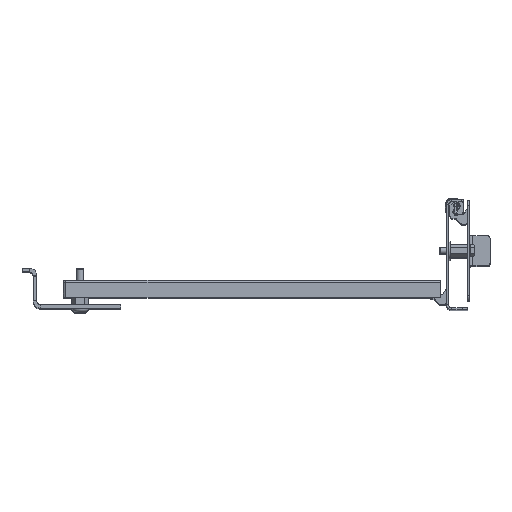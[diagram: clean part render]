
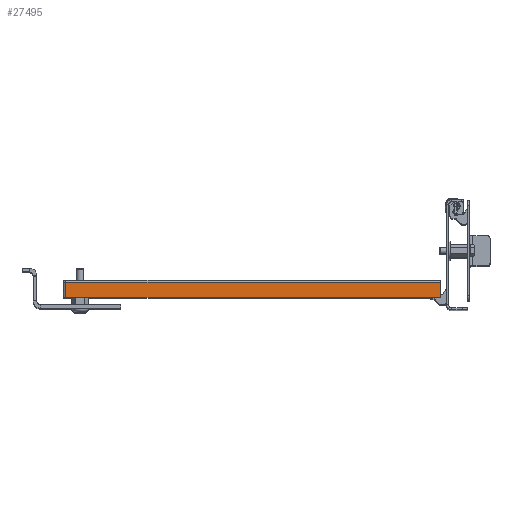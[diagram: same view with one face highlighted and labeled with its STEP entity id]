
A CAD part, top view. The second image highlights one B-rep face of the part: STEP entity #27495.
In plain terms, the highlighted planar face has unit normal (0, 0, 1).
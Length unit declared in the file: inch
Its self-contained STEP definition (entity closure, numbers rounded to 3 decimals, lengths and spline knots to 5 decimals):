
#2585 = LINE ( 'NONE', #57514, #28002 ) ;
#2796 = LINE ( 'NONE', #67638, #2821 ) ;
#2821 = VECTOR ( 'NONE', #8458, 39.37008 ) ;
#2921 = DIRECTION ( 'NONE',  ( 0., 1., 0. ) ) ;
#4524 = VERTEX_POINT ( 'NONE', #20455 ) ;
#4662 = VERTEX_POINT ( 'NONE', #21855 ) ;
#8458 = DIRECTION ( 'NONE',  ( -1., 0., 0. ) ) ;
#9119 = CARTESIAN_POINT ( 'NONE',  ( 0., -0.854, 15.4375 ) ) ;
#11387 = ORIENTED_EDGE ( 'NONE', *, *, #20408, .T. ) ;
#14100 = DIRECTION ( 'NONE',  ( 1., 0., 0. ) ) ;
#16648 = CARTESIAN_POINT ( 'NONE',  ( 0.11811, -0.854, 15.4375 ) ) ;
#19915 = DIRECTION ( 'NONE',  ( 1., 0., 0. ) ) ;
#20408 = EDGE_CURVE ( 'NONE', #42366, #4524, #2585, .T. ) ;
#20455 = CARTESIAN_POINT ( 'NONE',  ( 18.8125, -0.11811, 15.4375 ) ) ;
#21855 = CARTESIAN_POINT ( 'NONE',  ( 0.11811, -0.11811, 15.4375 ) ) ;
#27495 = ADVANCED_FACE ( 'NONE', ( #42266 ), #42606, .T. ) ;
#28002 = VECTOR ( 'NONE', #2921, 39.37008 ) ;
#29899 = EDGE_LOOP ( 'NONE', ( #11387, #58587, #29997, #33870 ) ) ;
#29997 = ORIENTED_EDGE ( 'NONE', *, *, #50655, .T. ) ;
#33870 = ORIENTED_EDGE ( 'NONE', *, *, #40623, .T. ) ;
#35225 = CARTESIAN_POINT ( 'NONE',  ( 18.8125, -0.854, 15.4375 ) ) ;
#40623 = EDGE_CURVE ( 'NONE', #64690, #42366, #41066, .T. ) ;
#41066 = LINE ( 'NONE', #9119, #50019 ) ;
#41842 = VECTOR ( 'NONE', #54954, 39.37008 ) ;
#42266 = FACE_OUTER_BOUND ( 'NONE', #29899, .T. ) ;
#42366 = VERTEX_POINT ( 'NONE', #35225 ) ;
#42606 = PLANE ( 'NONE',  #49331 ) ;
#44547 = EDGE_CURVE ( 'NONE', #4524, #4662, #2796, .T. ) ;
#49297 = LINE ( 'NONE', #16648, #41842 ) ;
#49331 = AXIS2_PLACEMENT_3D ( 'NONE', #63513, #68470, #19915 ) ;
#49385 = CARTESIAN_POINT ( 'NONE',  ( 0.11811, -0.854, 15.4375 ) ) ;
#50019 = VECTOR ( 'NONE', #14100, 39.37008 ) ;
#50655 = EDGE_CURVE ( 'NONE', #4662, #64690, #49297, .T. ) ;
#54954 = DIRECTION ( 'NONE',  ( 0., -1., 0. ) ) ;
#57514 = CARTESIAN_POINT ( 'NONE',  ( 18.8125, -0.854, 15.4375 ) ) ;
#58587 = ORIENTED_EDGE ( 'NONE', *, *, #44547, .T. ) ;
#63513 = CARTESIAN_POINT ( 'NONE',  ( 0., -0.854, 15.4375 ) ) ;
#64690 = VERTEX_POINT ( 'NONE', #49385 ) ;
#67638 = CARTESIAN_POINT ( 'NONE',  ( 0., -0.11811, 15.4375 ) ) ;
#68470 = DIRECTION ( 'NONE',  ( 0., 0., 1. ) ) ;
